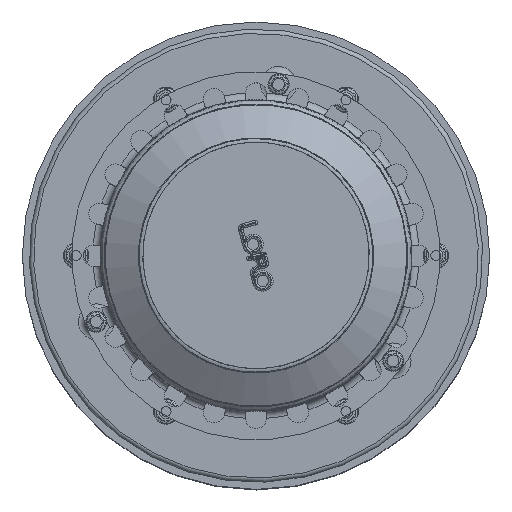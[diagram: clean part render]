
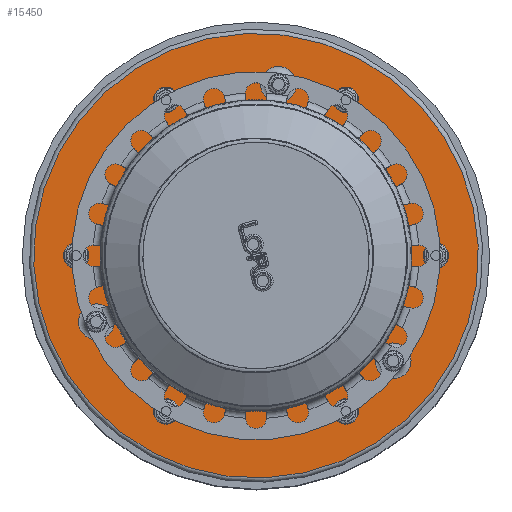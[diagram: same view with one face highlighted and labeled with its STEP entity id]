
A CAD part, top view. The second image highlights one B-rep face of the part: STEP entity #15450.
In plain terms, the highlighted planar face has unit normal (0, 0, 1).
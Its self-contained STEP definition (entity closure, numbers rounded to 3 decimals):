
#668=FACE_BOUND('',#2491,.T.);
#669=FACE_BOUND('',#2492,.T.);
#670=FACE_BOUND('',#2493,.T.);
#671=FACE_BOUND('',#2494,.T.);
#672=FACE_BOUND('',#2495,.T.);
#673=FACE_BOUND('',#2496,.T.);
#674=FACE_BOUND('',#2497,.T.);
#675=FACE_BOUND('',#2498,.T.);
#676=FACE_BOUND('',#2499,.T.);
#677=FACE_BOUND('',#2500,.T.);
#1055=PLANE('',#16707);
#1432=FACE_OUTER_BOUND('',#2490,.T.);
#2490=EDGE_LOOP('',(#10784));
#2491=EDGE_LOOP('',(#10785));
#2492=EDGE_LOOP('',(#10786));
#2493=EDGE_LOOP('',(#10787));
#2494=EDGE_LOOP('',(#10788));
#2495=EDGE_LOOP('',(#10789));
#2496=EDGE_LOOP('',(#10790));
#2497=EDGE_LOOP('',(#10791));
#2498=EDGE_LOOP('',(#10792));
#2499=EDGE_LOOP('',(#10793));
#2500=EDGE_LOOP('',(#10794));
#5392=CIRCLE('',#16634,7.);
#5394=CIRCLE('',#16637,7.);
#5396=CIRCLE('',#16640,7.);
#5398=CIRCLE('',#16643,7.);
#5400=CIRCLE('',#16646,7.);
#5402=CIRCLE('',#16649,7.);
#5433=CIRCLE('',#16708,157.);
#5434=CIRCLE('',#16709,97.);
#5435=CIRCLE('',#16710,12.658);
#5436=CIRCLE('',#16711,12.658);
#5437=CIRCLE('',#16712,12.658);
#6547=VERTEX_POINT('',#24412);
#6549=VERTEX_POINT('',#24418);
#6551=VERTEX_POINT('',#24424);
#6553=VERTEX_POINT('',#24430);
#6555=VERTEX_POINT('',#24436);
#6557=VERTEX_POINT('',#24442);
#6588=VERTEX_POINT('',#24548);
#6589=VERTEX_POINT('',#24550);
#6590=VERTEX_POINT('',#24552);
#6591=VERTEX_POINT('',#24554);
#6592=VERTEX_POINT('',#24556);
#8075=EDGE_CURVE('',#6547,#6547,#5392,.T.);
#8078=EDGE_CURVE('',#6549,#6549,#5394,.T.);
#8081=EDGE_CURVE('',#6551,#6551,#5396,.T.);
#8084=EDGE_CURVE('',#6553,#6553,#5398,.T.);
#8087=EDGE_CURVE('',#6555,#6555,#5400,.T.);
#8090=EDGE_CURVE('',#6557,#6557,#5402,.T.);
#8136=EDGE_CURVE('',#6588,#6588,#5433,.T.);
#8137=EDGE_CURVE('',#6589,#6589,#5434,.T.);
#8138=EDGE_CURVE('',#6590,#6590,#5435,.T.);
#8139=EDGE_CURVE('',#6591,#6591,#5436,.T.);
#8140=EDGE_CURVE('',#6592,#6592,#5437,.T.);
#10784=ORIENTED_EDGE('',*,*,#8136,.F.);
#10785=ORIENTED_EDGE('',*,*,#8075,.T.);
#10786=ORIENTED_EDGE('',*,*,#8078,.T.);
#10787=ORIENTED_EDGE('',*,*,#8081,.T.);
#10788=ORIENTED_EDGE('',*,*,#8084,.T.);
#10789=ORIENTED_EDGE('',*,*,#8087,.T.);
#10790=ORIENTED_EDGE('',*,*,#8090,.T.);
#10791=ORIENTED_EDGE('',*,*,#8137,.T.);
#10792=ORIENTED_EDGE('',*,*,#8138,.T.);
#10793=ORIENTED_EDGE('',*,*,#8139,.T.);
#10794=ORIENTED_EDGE('',*,*,#8140,.T.);
#15450=ADVANCED_FACE('',(#1432,#668,#669,#670,#671,#672,#673,#674,#675,
#676,#677),#1055,.T.);
#16634=AXIS2_PLACEMENT_3D('',#24414,#19251,#19252);
#16637=AXIS2_PLACEMENT_3D('',#24420,#19258,#19259);
#16640=AXIS2_PLACEMENT_3D('',#24426,#19265,#19266);
#16643=AXIS2_PLACEMENT_3D('',#24432,#19272,#19273);
#16646=AXIS2_PLACEMENT_3D('',#24438,#19279,#19280);
#16649=AXIS2_PLACEMENT_3D('',#24444,#19286,#19287);
#16707=AXIS2_PLACEMENT_3D('',#24547,#19417,#19418);
#16708=AXIS2_PLACEMENT_3D('',#24549,#19419,#19420);
#16709=AXIS2_PLACEMENT_3D('',#24551,#19421,#19422);
#16710=AXIS2_PLACEMENT_3D('',#24553,#19423,#19424);
#16711=AXIS2_PLACEMENT_3D('',#24555,#19425,#19426);
#16712=AXIS2_PLACEMENT_3D('',#24557,#19427,#19428);
#19251=DIRECTION('center_axis',(0.,0.,
-1.));
#19252=DIRECTION('ref_axis',(-0.793,0.609,0.));
#19258=DIRECTION('center_axis',(0.,0.,
-1.));
#19259=DIRECTION('ref_axis',(0.793,-0.609,0.));
#19265=DIRECTION('center_axis',(0.,0.,
-1.));
#19266=DIRECTION('ref_axis',(-0.793,0.609,0.));
#19272=DIRECTION('center_axis',(0.,0.,
-1.));
#19273=DIRECTION('ref_axis',(0.793,-0.609,0.));
#19279=DIRECTION('center_axis',(0.,0.,
-1.));
#19280=DIRECTION('ref_axis',(-0.793,0.609,0.));
#19286=DIRECTION('center_axis',(0.,0.,
-1.));
#19287=DIRECTION('ref_axis',(-0.793,0.609,0.));
#19417=DIRECTION('center_axis',(0.,0.,
1.));
#19418=DIRECTION('ref_axis',(-0.609,-0.793,0.));
#19419=DIRECTION('center_axis',(0.,0.,
-1.));
#19420=DIRECTION('ref_axis',(0.793,-0.609,0.));
#19421=DIRECTION('center_axis',(0.,0.,
-1.));
#19422=DIRECTION('ref_axis',(0.793,-0.609,0.));
#19423=DIRECTION('center_axis',(0.,0.,
-1.));
#19424=DIRECTION('ref_axis',(0.793,-0.609,0.));
#19425=DIRECTION('center_axis',(0.,0.,
-1.));
#19426=DIRECTION('ref_axis',(-0.924,-0.383,0.));
#19427=DIRECTION('center_axis',(0.,0.,
-1.));
#19428=DIRECTION('ref_axis',(0.131,0.991,0.));
#24412=CARTESIAN_POINT('',(2762.103,2106.897,74.303));
#24414=CARTESIAN_POINT('Origin',(2756.55,2111.159,74.303));
#24418=CARTESIAN_POINT('',(2877.996,1895.45,74.303));
#24420=CARTESIAN_POINT('Origin',(2883.55,1891.188,74.303));
#24424=CARTESIAN_POINT('',(2889.103,2106.897,74.303));
#24426=CARTESIAN_POINT('Origin',(2883.55,2111.159,74.303));
#24430=CARTESIAN_POINT('',(2941.496,2005.435,74.303));
#24432=CARTESIAN_POINT('Origin',(2947.05,2001.174,74.303));
#24436=CARTESIAN_POINT('',(2762.103,1886.927,74.303));
#24438=CARTESIAN_POINT('Origin',(2756.55,1891.188,74.303));
#24442=CARTESIAN_POINT('',(2698.603,1996.912,74.303));
#24444=CARTESIAN_POINT('Origin',(2693.05,2001.174,74.303));
#24547=CARTESIAN_POINT('Origin',(2695.493,2096.749,74.303));
#24548=CARTESIAN_POINT('',(2724.474,1876.617,74.303));
#24549=CARTESIAN_POINT('Origin',(2820.05,2001.174,74.303));
#24550=CARTESIAN_POINT('',(2761.,1924.218,74.303));
#24551=CARTESIAN_POINT('Origin',(2820.05,2001.174,74.303));
#24552=CARTESIAN_POINT('',(2909.133,1916.863,74.303));
#24553=CARTESIAN_POINT('Origin',(2916.839,1926.905,74.303));
#24554=CARTESIAN_POINT('',(2702.492,1966.181,74.303));
#24555=CARTESIAN_POINT('Origin',(2707.336,1954.486,74.303));
#24556=CARTESIAN_POINT('',(2848.523,2120.478,74.303));
#24557=CARTESIAN_POINT('Origin',(2835.974,2122.13,74.303));
